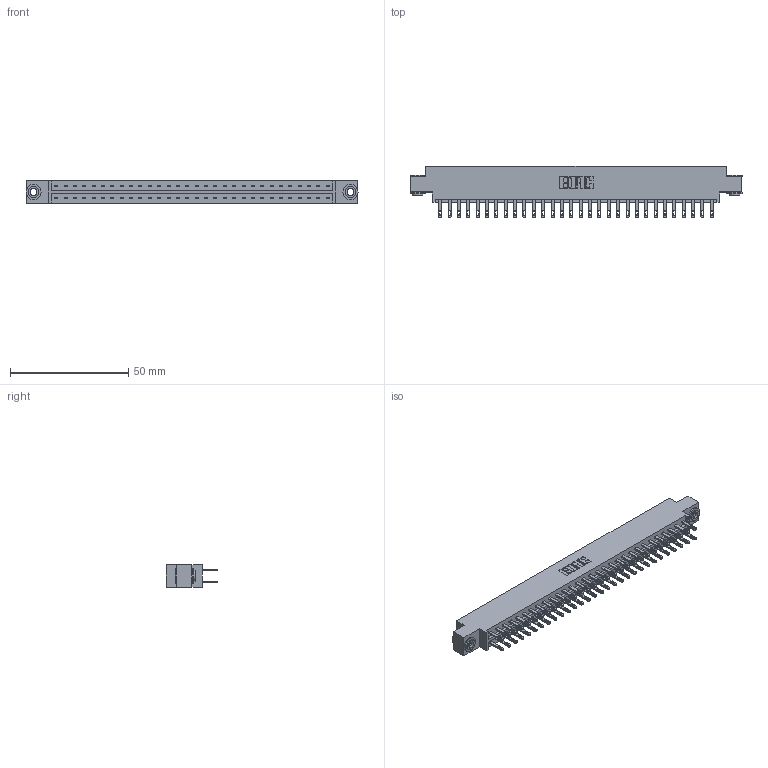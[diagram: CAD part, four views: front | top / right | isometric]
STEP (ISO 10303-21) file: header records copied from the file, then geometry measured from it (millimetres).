
FILE_DESCRIPTION (( 'STEP AP203' ), '1' );
FILE_NAME ('833-060-500-803.STEP', '2020-06-05T01:43:59', ( '' ), ( '' ), 'SwSTEP 2.0', 'SolidWorks 2020', '' );
FILE_SCHEMA (( 'CONFIG_CONTROL_DESIGN' ));
Length unit declared in the file: inch
Products named in the file (4): 833-060-500-803; 345-250-002_345-250-002-102; 345-292-001_345-293-100; 833 Part_Offset - .156 Dia - TH
Assembly tree (63 placements, depth 2):
  833-060-500-803
    833 Part_Offset - .156 Dia - TH
    345-292-001_345-293-100  x60
    345-250-002_345-250-002-102  x2
Bounding box: 140.41 x 21.85 x 9.4 mm (x, y, z)
Volume: 14197.9 mm3; surface area: 17758.5 mm2
Topology: 63 solids, 63 shells, 3036 faces, 9219 edges, 6142 vertices
Faces by surface type: plane 1884, cylinder 1144, cone 8
Entity records: 21564 total; most frequent: CARTESIAN_POINT 3565, ORIENTED_EDGE 3494, DIRECTION 3101, EDGE_CURVE 1747, VECTOR 1591, LINE 1591, VERTEX_POINT 1162, AXIS2_PLACEMENT_3D 755
